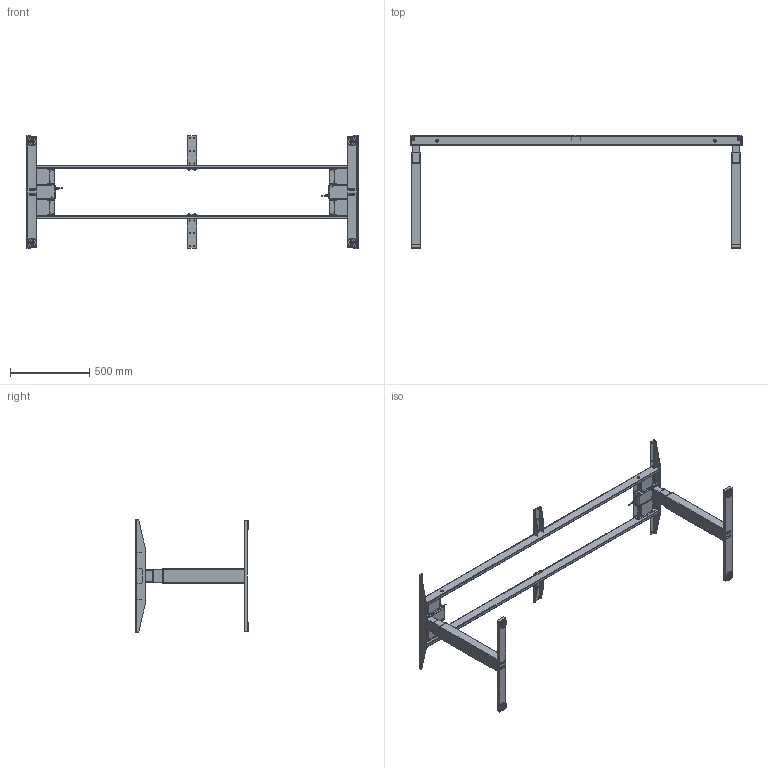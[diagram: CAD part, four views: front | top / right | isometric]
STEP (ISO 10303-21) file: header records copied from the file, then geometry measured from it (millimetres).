
FILE_DESCRIPTION (( 'STEP AP203' ), '1' );
FILE_NAME ('C-2 Först. Konf. 2.0_CL23ROxxxxxxx_ram 2100-2600, fot 700.STEP', '2019-01-04T06:24:03', ( '' ), ( '' ), 'SwSTEP 2.0', 'SolidWorks 2015', '' );
FILE_SCHEMA (( 'CONFIG_CONTROL_DESIGN' ));
Length unit declared in the file: millimetre
Products named in the file (1): C-2 Först. Konf. 2.0_CL23ROxxxxxxx_ram 2100-2600, fot 700
Bounding box: 2100 x 716.1 x 720 mm (x, y, z)
Surface area: 2557720.6 mm2 (no closed solid volume)
Topology: 0 solids, 233 shells, 1250 faces, 6029 edges, 4978 vertices
Faces by surface type: plane 598, cylinder 414, cone 152, torus 50, bspline 28, sphere 8
Entity records: 64168 total; most frequent: CARTESIAN_POINT 17202, DIRECTION 9739, ORIENTED_EDGE 7954, EDGE_CURVE 6021, VERTEX_POINT 4978, AXIS2_PLACEMENT_3D 3343, LINE 3053, VECTOR 3053
